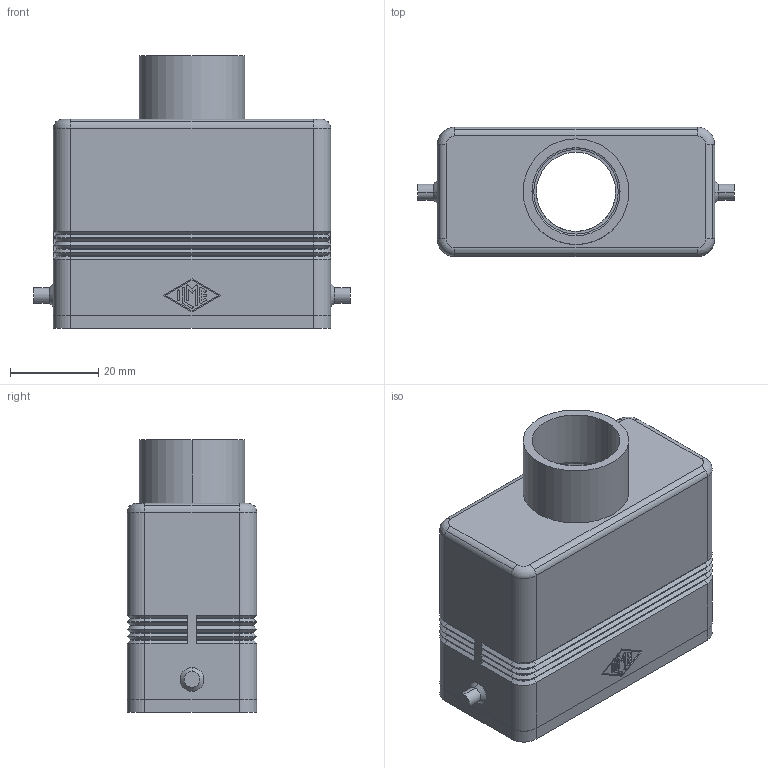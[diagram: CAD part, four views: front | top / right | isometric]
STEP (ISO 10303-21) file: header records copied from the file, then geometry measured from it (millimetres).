
FILE_DESCRIPTION((''),'2;1');
FILE_NAME('MZVS 15 L20.stp','2006-12-12T09:58:21',('gembarski'),(''),'Autodesk Inventor 7','Autodesk Inventor 7','');
FILE_SCHEMA(('AUTOMOTIVE_DESIGN { 1 0 10303 214 1 1 1 1 }'));
Length unit declared in the file: millimetre
Products named in the file (1): CZ_MZ Tüllengehäuse 1 Bügel 
Bounding box: 72 x 29.41 x 62 mm (x, y, z)
Volume: 35648.6 mm3; surface area: 21299.2 mm2
Topology: 1 solids, 1 shells, 322 faces, 758 edges, 451 vertices
Faces by surface type: plane 153, cylinder 86, cone 42, bspline 35, torus 6
Entity records: 9250 total; most frequent: CARTESIAN_POINT 1879, DIRECTION 1535, ORIENTED_EDGE 1500, EDGE_CURVE 750, VECTOR 541, LINE 541, AXIS2_PLACEMENT_3D 497, VERTEX_POINT 451
